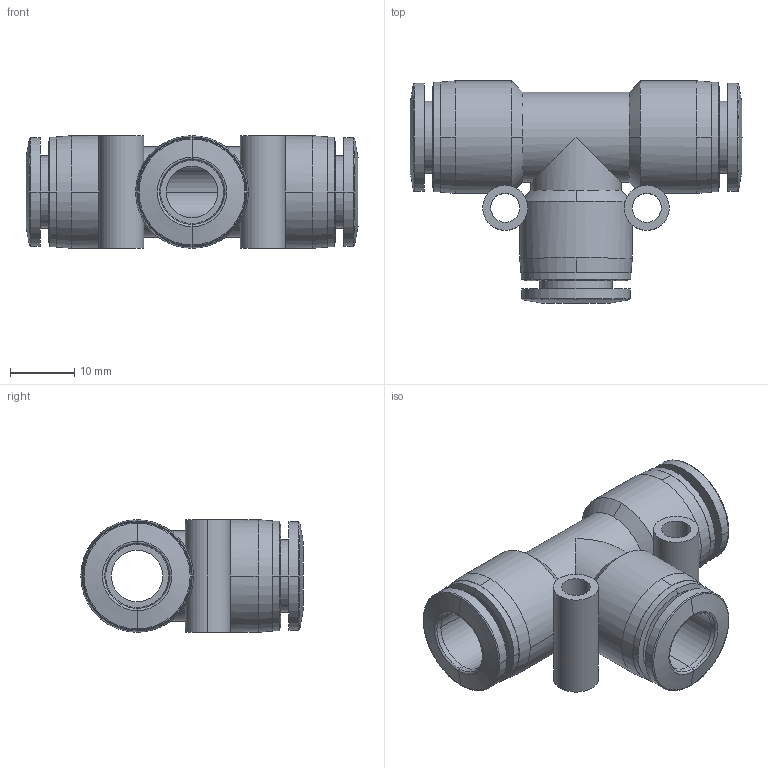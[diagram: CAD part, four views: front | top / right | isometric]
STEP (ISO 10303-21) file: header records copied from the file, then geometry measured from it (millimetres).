
FILE_DESCRIPTION (( 'STEP AP214' ), '1' );
FILE_NAME ('UT38.step', '2016-02-24T20:49:49', ( '' ), ( '' ), 'SwSTEP 2.0', 'SolidWorks 2015', '' );
FILE_SCHEMA (( 'AUTOMOTIVE_DESIGN' ));
Length unit declared in the file: inch
Products named in the file (1): UT38
Bounding box: 51.6 x 34.55 x 17.5 mm (x, y, z)
Volume: 9883.7 mm3; surface area: 7938.1 mm2
Topology: 1 solids, 1 shells, 104 faces, 268 edges, 172 vertices
Faces by surface type: cylinder 46, cone 30, plane 16, bspline 12
Entity records: 4976 total; most frequent: CARTESIAN_POINT 973, DIRECTION 594, ORIENTED_EDGE 536, EDGE_CURVE 268, AXIS2_PLACEMENT_3D 257, VERTEX_POINT 172, CIRCLE 164, EDGE_LOOP 122
